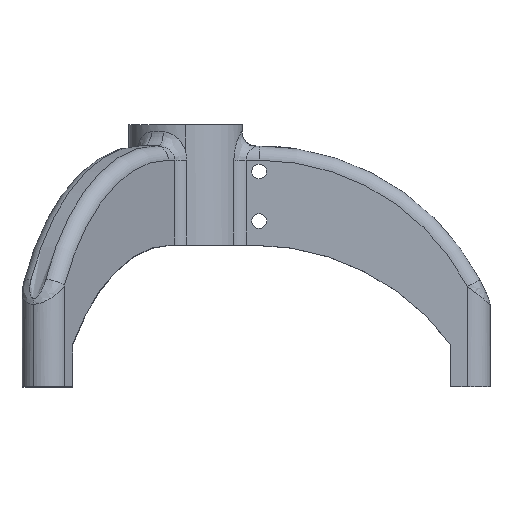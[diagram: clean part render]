
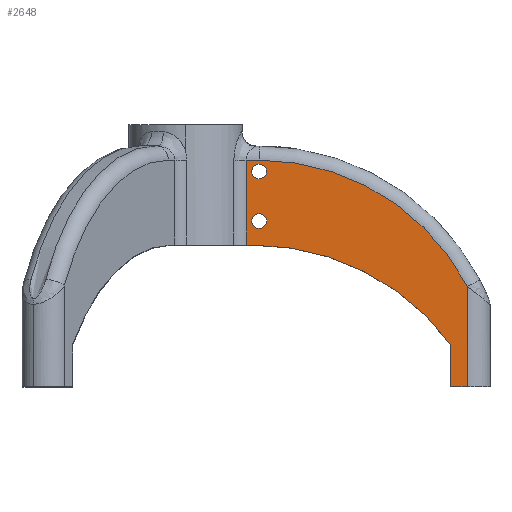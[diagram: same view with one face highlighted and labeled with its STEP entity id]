
A CAD part, top view. The second image highlights one B-rep face of the part: STEP entity #2648.
In plain terms, the highlighted planar face has unit normal (0, 0, 1).
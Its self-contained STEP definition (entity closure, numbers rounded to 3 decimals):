
#62 = CARTESIAN_POINT ( 'NONE',  ( 42.708, 0., 16. ) ) ;
#162 = DIRECTION ( 'NONE',  ( 1., 0., 0. ) ) ;
#163 = VECTOR ( 'NONE', #162, 1000. ) ;
#164 = LINE ( 'NONE', #177, #163 ) ;
#177 = CARTESIAN_POINT ( 'NONE',  ( 30., 0., 16. ) ) ;
#182 = CARTESIAN_POINT ( 'NONE',  ( 48., 0., 16. ) ) ;
#1079 = AXIS2_PLACEMENT_3D ( 'NONE', #1164, #1163, #1162 ) ;
#1143 = CIRCLE ( 'NONE', #1079, 5.25 ) ;
#1148 = DIRECTION ( 'NONE',  ( -1., 0., 0. ) ) ;
#1149 = DIRECTION ( 'NONE',  ( 0., 0., -1. ) ) ;
#1150 = CARTESIAN_POINT ( 'NONE',  ( 52., 52., 16. ) ) ;
#1153 = CIRCLE ( 'NONE', #1161, 5.25 ) ;
#1161 = AXIS2_PLACEMENT_3D ( 'NONE', #1150, #1149, #1148 ) ;
#1162 = DIRECTION ( 'NONE',  ( -1., 0., 0. ) ) ;
#1163 = DIRECTION ( 'NONE',  ( 0., 0., -1. ) ) ;
#1164 = CARTESIAN_POINT ( 'NONE',  ( 52., 17., 16. ) ) ;
#1166 = CARTESIAN_POINT ( 'NONE',  ( 57.25, 17., 16. ) ) ;
#1286 = CARTESIAN_POINT ( 'NONE',  ( 46.75, 17., 16. ) ) ;
#1326 = CARTESIAN_POINT ( 'NONE',  ( 57.25, 52., 16. ) ) ;
#1357 = CARTESIAN_POINT ( 'NONE',  ( 46.75, 52., 16. ) ) ;
#2454 = VERTEX_POINT ( 'NONE', #182 ) ;
#2461 = EDGE_CURVE ( 'NONE', #2462, #2454, #164, .T. ) ;
#2462 = VERTEX_POINT ( 'NONE', #62 ) ;
#2570 = VERTEX_POINT ( 'NONE', #4438 ) ;
#2571 = ORIENTED_EDGE ( 'NONE', *, *, #2613, .T. ) ;
#2572 = EDGE_LOOP ( 'NONE', ( #2573, #2651 ) ) ;
#2573 = ORIENTED_EDGE ( 'NONE', *, *, #4122, .T. ) ;
#2574 = EDGE_CURVE ( 'NONE', #2650, #2598, #4498, .T. ) ;
#2589 = ORIENTED_EDGE ( 'NONE', *, *, #2604, .T. ) ;
#2590 = EDGE_CURVE ( 'NONE', #2592, #2650, #3133, .T. ) ;
#2592 = VERTEX_POINT ( 'NONE', #3135 ) ;
#2593 = EDGE_CURVE ( 'NONE', #2454, #2570, #3136, .T. ) ;
#2598 = VERTEX_POINT ( 'NONE', #3167 ) ;
#2601 = ORIENTED_EDGE ( 'NONE', *, *, #2667, .T. ) ;
#2602 = EDGE_CURVE ( 'NONE', #2663, #2637, #3156, .T. ) ;
#2604 = EDGE_CURVE ( 'NONE', #2637, #2592, #3150, .T. ) ;
#2613 = EDGE_CURVE ( 'NONE', #4168, #4130, #3197, .T. ) ;
#2614 = EDGE_LOOP ( 'NONE', ( #2635, #2639, #2616, #2666, #2601, #2665, #2589, #2636 ) ) ;
#2615 = EDGE_LOOP ( 'NONE', ( #2649, #2571 ) ) ;
#2616 = ORIENTED_EDGE ( 'NONE', *, *, #2461, .T. ) ;
#2635 = ORIENTED_EDGE ( 'NONE', *, *, #2574, .T. ) ;
#2636 = ORIENTED_EDGE ( 'NONE', *, *, #2590, .T. ) ;
#2637 = VERTEX_POINT ( 'NONE', #3228 ) ;
#2638 = EDGE_CURVE ( 'NONE', #2598, #2462, #3234, .T. ) ;
#2639 = ORIENTED_EDGE ( 'NONE', *, *, #2638, .T. ) ;
#2648 = ADVANCED_FACE ( 'NONE', ( #3264, #3255, #3254 ), #3267, .F. ) ;
#2649 = ORIENTED_EDGE ( 'NONE', *, *, #4115, .T. ) ;
#2650 = VERTEX_POINT ( 'NONE', #3256 ) ;
#2651 = ORIENTED_EDGE ( 'NONE', *, *, #2662, .T. ) ;
#2662 = EDGE_CURVE ( 'NONE', #4181, #4175, #3242, .T. ) ;
#2663 = VERTEX_POINT ( 'NONE', #3297 ) ;
#2665 = ORIENTED_EDGE ( 'NONE', *, *, #2602, .T. ) ;
#2666 = ORIENTED_EDGE ( 'NONE', *, *, #2593, .T. ) ;
#2667 = EDGE_CURVE ( 'NONE', #2570, #2663, #3290, .T. ) ;
#3131 = CARTESIAN_POINT ( 'NONE',  ( 52., -105.768, 16. ) ) ;
#3132 = AXIS2_PLACEMENT_3D ( 'NONE', #3131, #3174, #3173 ) ;
#3133 = CIRCLE ( 'NONE', #3132, 165.768 ) ;
#3134 = CARTESIAN_POINT ( 'NONE',  ( 48., -173.007, 16. ) ) ;
#3135 = CARTESIAN_POINT ( 'NONE',  ( 199., -29.152, 16. ) ) ;
#3136 = CIRCLE ( 'NONE', #3137, 173.007 ) ;
#3137 = AXIS2_PLACEMENT_3D ( 'NONE', #3134, #3169, #3168 ) ;
#3147 = DIRECTION ( 'NONE',  ( 0., 1., 0. ) ) ;
#3148 = VECTOR ( 'NONE', #3147, 1000. ) ;
#3149 = CARTESIAN_POINT ( 'NONE',  ( 199., -173.007, 16. ) ) ;
#3150 = LINE ( 'NONE', #3149, #3148 ) ;
#3153 = DIRECTION ( 'NONE',  ( 1., 0., 0. ) ) ;
#3154 = VECTOR ( 'NONE', #3153, 1000. ) ;
#3155 = CARTESIAN_POINT ( 'NONE',  ( 187., -100., 16. ) ) ;
#3156 = LINE ( 'NONE', #3155, #3154 ) ;
#3167 = CARTESIAN_POINT ( 'NONE',  ( 42.708, 60., 16. ) ) ;
#3168 = DIRECTION ( 'NONE',  ( -1., 0., 0. ) ) ;
#3169 = DIRECTION ( 'NONE',  ( 0., 0., -1. ) ) ;
#3173 = DIRECTION ( 'NONE',  ( -1., 0., 0. ) ) ;
#3174 = DIRECTION ( 'NONE',  ( 0., 0., 1. ) ) ;
#3187 = DIRECTION ( 'NONE',  ( -1., 0., 0. ) ) ;
#3188 = DIRECTION ( 'NONE',  ( 0., 0., -1. ) ) ;
#3189 = CARTESIAN_POINT ( 'NONE',  ( 52., 17., 16. ) ) ;
#3190 = AXIS2_PLACEMENT_3D ( 'NONE', #3189, #3188, #3187 ) ;
#3197 = CIRCLE ( 'NONE', #3190, 5.25 ) ;
#3212 = AXIS2_PLACEMENT_3D ( 'NONE', #3265, #3214, #3260 ) ;
#3214 = DIRECTION ( 'NONE',  ( 0., 0., -1. ) ) ;
#3226 = VECTOR ( 'NONE', #3236, 1000. ) ;
#3228 = CARTESIAN_POINT ( 'NONE',  ( 199., -100., 16. ) ) ;
#3234 = LINE ( 'NONE', #3237, #3226 ) ;
#3236 = DIRECTION ( 'NONE',  ( 0., -1., 0. ) ) ;
#3237 = CARTESIAN_POINT ( 'NONE',  ( 42.708, 0., 16. ) ) ;
#3242 = CIRCLE ( 'NONE', #3295, 5.25 ) ;
#3254 = FACE_OUTER_BOUND ( 'NONE', #2614, .T. ) ;
#3255 = FACE_BOUND ( 'NONE', #2572, .T. ) ;
#3256 = CARTESIAN_POINT ( 'NONE',  ( 52., 60., 16. ) ) ;
#3260 = DIRECTION ( 'NONE',  ( -1., 0., 0. ) ) ;
#3264 = FACE_BOUND ( 'NONE', #2615, .T. ) ;
#3265 = CARTESIAN_POINT ( 'NONE',  ( 48., -173.007, 16. ) ) ;
#3267 = PLANE ( 'NONE',  #3212 ) ;
#3286 = VECTOR ( 'NONE', #3288, 1000. ) ;
#3288 = DIRECTION ( 'NONE',  ( 0., -1., 0. ) ) ;
#3289 = CARTESIAN_POINT ( 'NONE',  ( 187., -100., 16. ) ) ;
#3290 = LINE ( 'NONE', #3289, #3286 ) ;
#3293 = DIRECTION ( 'NONE',  ( -1., 0., 0. ) ) ;
#3294 = DIRECTION ( 'NONE',  ( 0., 0., -1. ) ) ;
#3295 = AXIS2_PLACEMENT_3D ( 'NONE', #3302, #3294, #3293 ) ;
#3297 = CARTESIAN_POINT ( 'NONE',  ( 187., -100., 16. ) ) ;
#3302 = CARTESIAN_POINT ( 'NONE',  ( 52., 52., 16. ) ) ;
#4115 = EDGE_CURVE ( 'NONE', #4130, #4168, #1143, .T. ) ;
#4122 = EDGE_CURVE ( 'NONE', #4175, #4181, #1153, .T. ) ;
#4130 = VERTEX_POINT ( 'NONE', #1166 ) ;
#4168 = VERTEX_POINT ( 'NONE', #1286 ) ;
#4175 = VERTEX_POINT ( 'NONE', #1326 ) ;
#4181 = VERTEX_POINT ( 'NONE', #1357 ) ;
#4438 = CARTESIAN_POINT ( 'NONE',  ( 187., -70., 16. ) ) ;
#4487 = DIRECTION ( 'NONE',  ( -1., 0., 0. ) ) ;
#4492 = VECTOR ( 'NONE', #4487, 1000. ) ;
#4498 = LINE ( 'NONE', #4502, #4492 ) ;
#4502 = CARTESIAN_POINT ( 'NONE',  ( 48., 60., 16. ) ) ;
